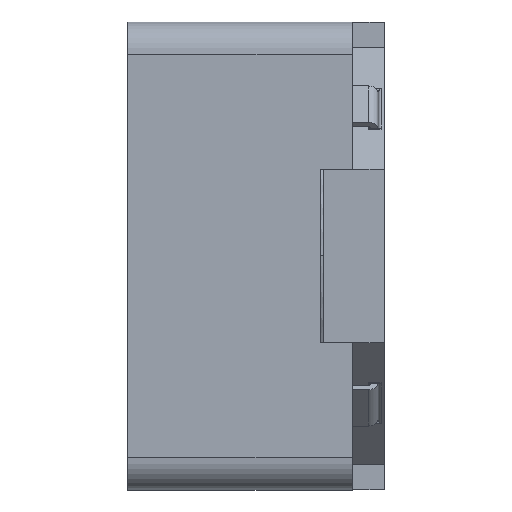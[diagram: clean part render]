
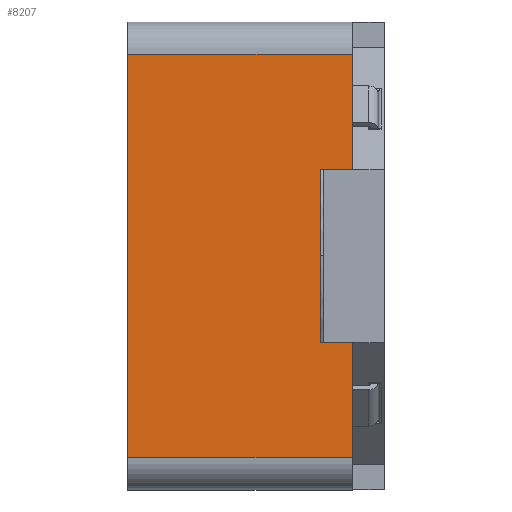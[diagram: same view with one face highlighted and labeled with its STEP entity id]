
A CAD part, left-side view. The second image highlights one B-rep face of the part: STEP entity #8207.
In plain terms, the highlighted face is planar.
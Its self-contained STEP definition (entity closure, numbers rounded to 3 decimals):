
#774 = VERTEX_POINT ( 'NONE', #14323 ) ;
#1246 = ORIENTED_EDGE ( 'NONE', *, *, #6779, .F. ) ;
#1303 = EDGE_CURVE ( 'NONE', #12168, #14112, #2563, .T. ) ;
#1351 = ORIENTED_EDGE ( 'NONE', *, *, #13623, .F. ) ;
#1876 = DIRECTION ( 'NONE',  ( 0., 0., 1. ) ) ;
#2076 = VERTEX_POINT ( 'NONE', #8377 ) ;
#2450 = ORIENTED_EDGE ( 'NONE', *, *, #6557, .F. ) ;
#2563 = LINE ( 'NONE', #13523, #12517 ) ;
#2788 = FACE_OUTER_BOUND ( 'NONE', #12688, .T. ) ;
#2991 = CARTESIAN_POINT ( 'NONE',  ( 3.65, 3.65, 0. ) ) ;
#3105 = VECTOR ( 'NONE', #13594, 1000. ) ;
#3175 = DIRECTION ( 'NONE',  ( 1., 0., 0. ) ) ;
#3292 = EDGE_CURVE ( 'NONE', #11315, #15452, #3532, .T. ) ;
#3335 = CARTESIAN_POINT ( 'NONE',  ( 1.35, 3.65, 3.5 ) ) ;
#3505 = EDGE_CURVE ( 'NONE', #774, #11315, #14964, .T. ) ;
#3532 = LINE ( 'NONE', #8610, #3105 ) ;
#3565 = VECTOR ( 'NONE', #4160, 1000. ) ;
#3655 = CARTESIAN_POINT ( 'NONE',  ( -3.65, 3.65, 3.5 ) ) ;
#4160 = DIRECTION ( 'NONE',  ( 1., 0., 0. ) ) ;
#4189 = VECTOR ( 'NONE', #11223, 1000. ) ;
#4434 = CARTESIAN_POINT ( 'NONE',  ( -1.35, 3.65, 0.5 ) ) ;
#4588 = LINE ( 'NONE', #15853, #14206 ) ;
#4876 = DIRECTION ( 'NONE',  ( 1., 0., 0. ) ) ;
#5214 = ORIENTED_EDGE ( 'NONE', *, *, #9997, .F. ) ;
#5533 = CARTESIAN_POINT ( 'NONE',  ( 3.15, 3.65, 0. ) ) ;
#5932 = EDGE_CURVE ( 'NONE', #2076, #11802, #14127, .T. ) ;
#6557 = EDGE_CURVE ( 'NONE', #15452, #9816, #13291, .T. ) ;
#6779 = EDGE_CURVE ( 'NONE', #9816, #12168, #15191, .T. ) ;
#7189 = VECTOR ( 'NONE', #11971, 1000. ) ;
#7360 = ORIENTED_EDGE ( 'NONE', *, *, #3505, .F. ) ;
#7782 = PLANE ( 'NONE',  #13652 ) ;
#7859 = DIRECTION ( 'NONE',  ( 1., 0., 0. ) ) ;
#8207 = ADVANCED_FACE ( 'NONE', ( #2788 ), #7782, .F. ) ;
#8377 = CARTESIAN_POINT ( 'NONE',  ( 1.35, 3.65, 0. ) ) ;
#8610 = CARTESIAN_POINT ( 'NONE',  ( -3.15, 3.65, 3.5 ) ) ;
#9097 = CARTESIAN_POINT ( 'NONE',  ( 3.65, 3.65, 3.5 ) ) ;
#9710 = LINE ( 'NONE', #3335, #7189 ) ;
#9816 = VERTEX_POINT ( 'NONE', #13654 ) ;
#9997 = EDGE_CURVE ( 'NONE', #14112, #2076, #9710, .T. ) ;
#10516 = ORIENTED_EDGE ( 'NONE', *, *, #3292, .F. ) ;
#11223 = DIRECTION ( 'NONE',  ( -1., 0., 0. ) ) ;
#11315 = VERTEX_POINT ( 'NONE', #12469 ) ;
#11802 = VERTEX_POINT ( 'NONE', #5533 ) ;
#11971 = DIRECTION ( 'NONE',  ( 0., 0., -1. ) ) ;
#12168 = VERTEX_POINT ( 'NONE', #4434 ) ;
#12282 = VECTOR ( 'NONE', #12699, 1000. ) ;
#12346 = CARTESIAN_POINT ( 'NONE',  ( -3.15, 3.65, 0. ) ) ;
#12469 = CARTESIAN_POINT ( 'NONE',  ( -3.15, 3.65, 3.5 ) ) ;
#12517 = VECTOR ( 'NONE', #4876, 1000. ) ;
#12589 = ORIENTED_EDGE ( 'NONE', *, *, #1303, .F. ) ;
#12688 = EDGE_LOOP ( 'NONE', ( #1246, #2450, #10516, #7360, #1351, #13660, #5214, #12589 ) ) ;
#12699 = DIRECTION ( 'NONE',  ( 0., 0., 1. ) ) ;
#13212 = CARTESIAN_POINT ( 'NONE',  ( 3.65, 3.65, 0. ) ) ;
#13291 = LINE ( 'NONE', #13212, #15715 ) ;
#13523 = CARTESIAN_POINT ( 'NONE',  ( 3.65, 3.65, 0.5 ) ) ;
#13594 = DIRECTION ( 'NONE',  ( 0., 0., -1. ) ) ;
#13623 = EDGE_CURVE ( 'NONE', #11802, #774, #4588, .T. ) ;
#13652 = AXIS2_PLACEMENT_3D ( 'NONE', #9097, #14081, #7859 ) ;
#13654 = CARTESIAN_POINT ( 'NONE',  ( -1.35, 3.65, 0. ) ) ;
#13660 = ORIENTED_EDGE ( 'NONE', *, *, #5932, .F. ) ;
#13944 = CARTESIAN_POINT ( 'NONE',  ( -1.35, 3.65, 3.5 ) ) ;
#14081 = DIRECTION ( 'NONE',  ( 0., -1., 0. ) ) ;
#14112 = VERTEX_POINT ( 'NONE', #14903 ) ;
#14127 = LINE ( 'NONE', #2991, #3565 ) ;
#14206 = VECTOR ( 'NONE', #1876, 1000. ) ;
#14323 = CARTESIAN_POINT ( 'NONE',  ( 3.15, 3.65, 3.5 ) ) ;
#14903 = CARTESIAN_POINT ( 'NONE',  ( 1.35, 3.65, 0.5 ) ) ;
#14964 = LINE ( 'NONE', #3655, #4189 ) ;
#15191 = LINE ( 'NONE', #13944, #12282 ) ;
#15452 = VERTEX_POINT ( 'NONE', #12346 ) ;
#15715 = VECTOR ( 'NONE', #3175, 1000. ) ;
#15853 = CARTESIAN_POINT ( 'NONE',  ( 3.15, 3.65, 3.5 ) ) ;
